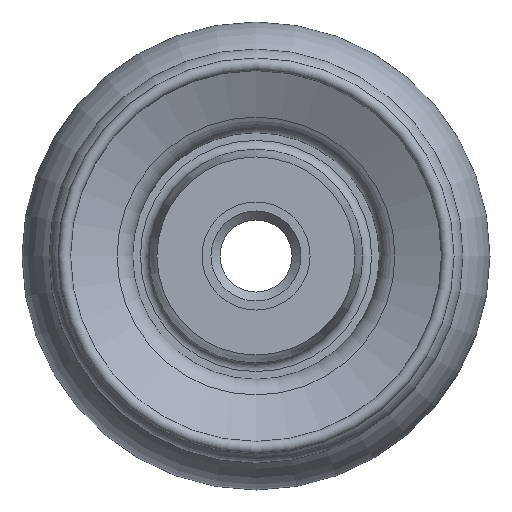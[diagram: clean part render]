
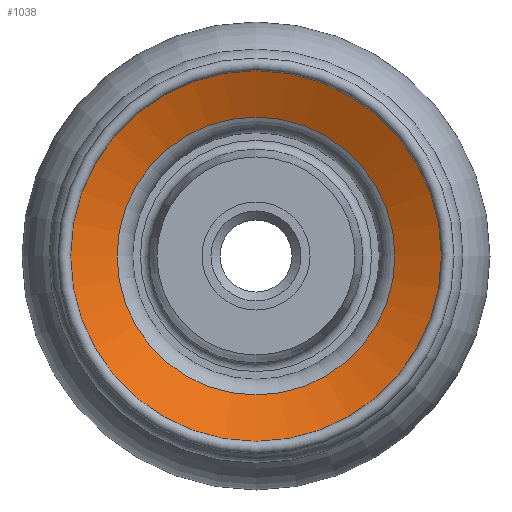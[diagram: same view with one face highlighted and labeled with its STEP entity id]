
A CAD part, front view. The second image highlights one B-rep face of the part: STEP entity #1038.
In plain terms, the highlighted conical face has half-angle 65 degrees and reference radius 10.3 mm.
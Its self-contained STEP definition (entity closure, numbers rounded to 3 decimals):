
#129=CONICAL_SURFACE('',#1151,10.3,1.134);
#163=CIRCLE('',#1150,10.3);
#164=CIRCLE('',#1152,7.716);
#344=ORIENTED_EDGE('',*,*,#623,.F.);
#345=ORIENTED_EDGE('',*,*,#622,.T.);
#622=EDGE_CURVE('',#757,#757,#163,.T.);
#623=EDGE_CURVE('',#758,#758,#164,.T.);
#757=VERTEX_POINT('',#1988);
#758=VERTEX_POINT('',#1991);
#818=EDGE_LOOP('',(#344));
#819=EDGE_LOOP('',(#345));
#918=FACE_BOUND('',#818,.T.);
#919=FACE_BOUND('',#819,.T.);
#1038=ADVANCED_FACE('',(#918,#919),#129,.F.);
#1150=AXIS2_PLACEMENT_3D('',#1987,#1344,#1345);
#1151=AXIS2_PLACEMENT_3D('',#1989,#1346,#1347);
#1152=AXIS2_PLACEMENT_3D('',#1990,#1348,#1349);
#1344=DIRECTION('',(0.,-1.,0.));
#1345=DIRECTION('',(0.,0.,-1.));
#1346=DIRECTION('',(0.,-1.,0.));
#1347=DIRECTION('',(0.,0.,-1.));
#1348=DIRECTION('',(0.,-1.,0.));
#1349=DIRECTION('',(0.,0.,-1.));
#1987=CARTESIAN_POINT('',(0.,0.35,0.));
#1988=CARTESIAN_POINT('',(0.,0.35,-10.3));
#1989=CARTESIAN_POINT('',(0.,0.35,0.));
#1990=CARTESIAN_POINT('',(0.,1.555,0.));
#1991=CARTESIAN_POINT('',(0.,1.555,-7.716));
